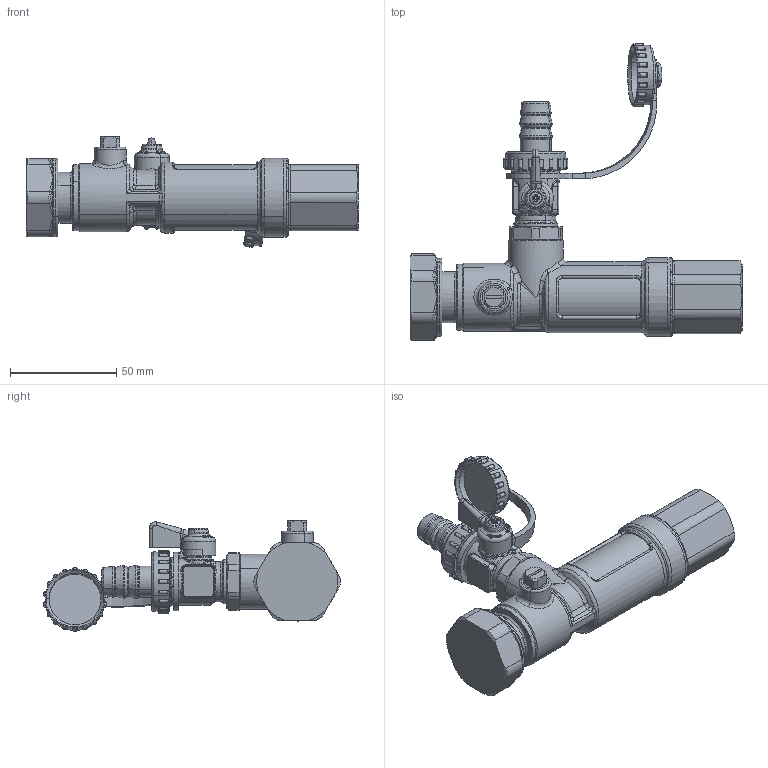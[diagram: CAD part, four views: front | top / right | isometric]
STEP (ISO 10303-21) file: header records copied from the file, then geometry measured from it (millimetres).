
FILE_DESCRIPTION(('CATIA V5 STEP Exchange'),'2;1');
FILE_NAME('STEP_278003_-_TST.stp','2020-01-09T07:59:54+00:00',('none'),('none'),'CATIA Version 5-6 Release 2016 SP4','CATIA V5 STEP AP203','none');
FILE_SCHEMA(('CONFIG_CONTROL_DESIGN'));
Products named in the file (1): 278003 - TST
Bounding box: 156 x 139.52 x 52.06 mm (x, y, z)
Volume: 169248.7 mm3; surface area: 34935.6 mm2
Topology: 1 solids, 13 shells, 1417 faces, 3408 edges, 1994 vertices
Faces by surface type: bspline 373, cylinder 367, torus 258, plane 196, cone 191, sphere 32
Entity records: 61420 total; most frequent: CARTESIAN_POINT 34468, ORIENTED_EDGE 6756, EDGE_CURVE 3378, DIRECTION 3340, VERTEX_POINT 1994, AXIS2_PLACEMENT_3D 1978, B_SPLINE_CURVE_WITH_KNOTS 1472, EDGE_LOOP 1452
